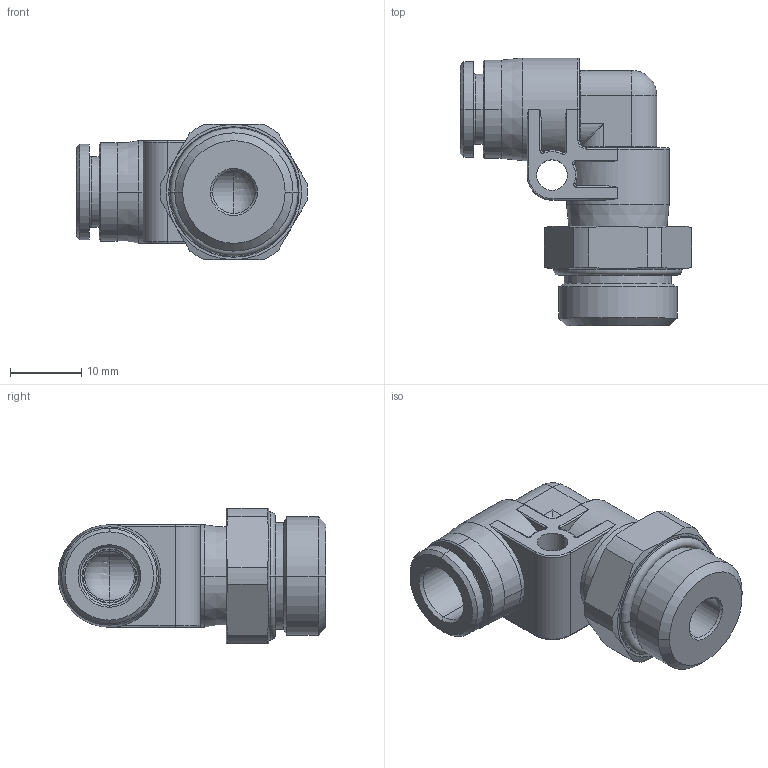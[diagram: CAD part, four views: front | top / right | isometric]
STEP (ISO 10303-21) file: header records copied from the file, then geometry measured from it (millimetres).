
FILE_DESCRIPTION(( 'MXP.16.08.38.stp' ), '1');
FILE_NAME( 'MXP.16.08.38.stp', '2021-02-22T15:42:12',( 'Sopra'),('sopra-pneumatic.com'), 'SwSTEP 2.0','SolidWorks 2009','' );
FILE_SCHEMA(('CONFIG_CONTROL_DESIGN'));
Length unit declared in the file: millimetre
Products named in the file (1): 367341B_930V-8FF-3-8
Bounding box: 32.44 x 37.6 x 19 mm (x, y, z)
Volume: 7323.9 mm3; surface area: 4958.9 mm2
Topology: 2 solids, 2 shells, 189 faces, 441 edges, 260 vertices
Faces by surface type: cylinder 76, torus 42, plane 34, cone 32, sphere 3, bspline 2
Entity records: 5776 total; most frequent: CARTESIAN_POINT 1379, DIRECTION 988, ORIENTED_EDGE 878, EDGE_CURVE 439, AXIS2_PLACEMENT_3D 421, VERTEX_POINT 260, CIRCLE 234, EDGE_LOOP 201
